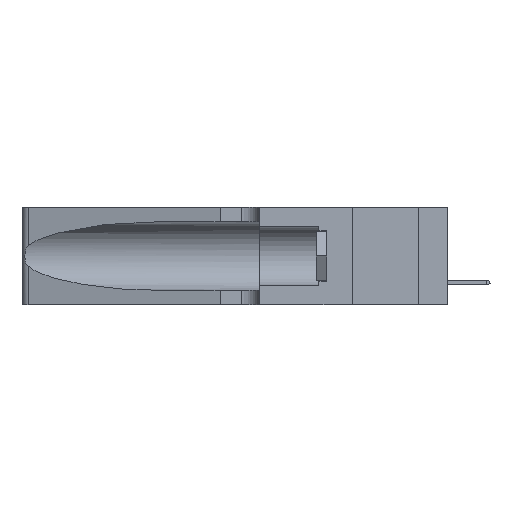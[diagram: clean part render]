
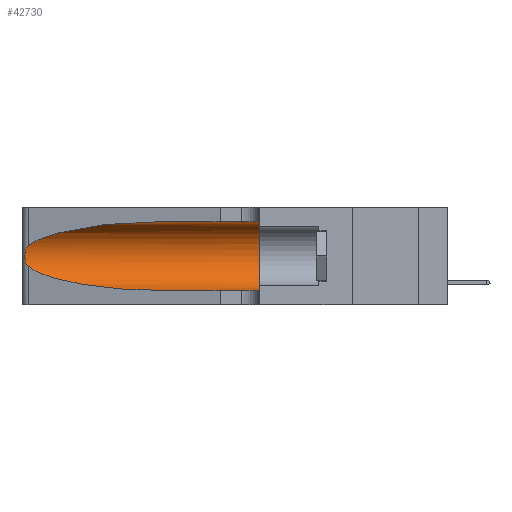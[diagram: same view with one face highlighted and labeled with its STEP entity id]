
A CAD part, left-side view. The second image highlights one B-rep face of the part: STEP entity #42730.
In plain terms, the highlighted cylindrical face has radius 3.308 mm (diameter 6.617 mm), a partial arc.
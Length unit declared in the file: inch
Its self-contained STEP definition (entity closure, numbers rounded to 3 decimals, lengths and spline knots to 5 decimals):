
#326 = CARTESIAN_POINT ( 'NONE',  ( 0.25487, 1.22718, 0.14631 ) ) ;
#565 = CARTESIAN_POINT ( 'NONE',  ( 0.25639, 1.23184, 0.21858 ) ) ;
#860 = CARTESIAN_POINT ( 'NONE',  ( 0.26018, 1.23835, 0.19895 ) ) ;
#1484 = CARTESIAN_POINT ( 'NONE',  ( 0.25856, 1.23593, 0.16098 ) ) ;
#1698 = VERTEX_POINT ( 'NONE', #43977 ) ;
#2780 = VECTOR ( 'NONE', #15063, 39.37008 ) ;
#3267 = DIRECTION ( 'NONE',  ( 0., 0., -1. ) ) ;
#3607 = CARTESIAN_POINT ( 'NONE',  ( 0.25854, 1.2359, 0.20912 ) ) ;
#3669 = CARTESIAN_POINT ( 'NONE',  ( 0.2373, 1.15595, 0.08982 ) ) ;
#5260 = VERTEX_POINT ( 'NONE', #24287 ) ;
#6270 = CARTESIAN_POINT ( 'NONE',  ( 0.1305, 0.35, 0.31525 ) ) ;
#6631 = DIRECTION ( 'NONE',  ( 0., -1., 0. ) ) ;
#9275 =( BOUNDED_CURVE ( )  B_SPLINE_CURVE ( 3, ( #41898, #42043, #35943, #18860 ),
 .UNSPECIFIED., .F., .T. ) 
 B_SPLINE_CURVE_WITH_KNOTS ( ( 4, 4 ),
 ( 1.5708, 2.84003 ),
 .UNSPECIFIED. ) 
 CURVE ( )  GEOMETRIC_REPRESENTATION_ITEM ( )  RATIONAL_B_SPLINE_CURVE ( ( 1., 0.87, 0.87, 1. ) ) 
 REPRESENTATION_ITEM ( '' )  );
#9965 = ORIENTED_EDGE ( 'NONE', *, *, #35935, .T. ) ;
#10835 = ORIENTED_EDGE ( 'NONE', *, *, #23960, .T. ) ;
#12020 = LINE ( 'NONE', #32056, #2780 ) ;
#13015 = CARTESIAN_POINT ( 'NONE',  ( 0.1305, 1.61858, 0.05475 ) ) ;
#14157 = DIRECTION ( 'NONE',  ( 0., -1., 0. ) ) ;
#14208 = CARTESIAN_POINT ( 'NONE',  ( 0.25555, 1.22994, 0.2215 ) ) ;
#14424 = EDGE_CURVE ( 'NONE', #5260, #27647, #23767, .T. ) ;
#15063 = DIRECTION ( 'NONE',  ( 0., -1., 0. ) ) ;
#15775 = CARTESIAN_POINT ( 'NONE',  ( 0.1305, 0.35, 0.185 ) ) ;
#17957 = CARTESIAN_POINT ( 'NONE',  ( 0.25487, 1.22718, 0.14631 ) ) ;
#18577 = LINE ( 'NONE', #13015, #24594 ) ;
#18860 = CARTESIAN_POINT ( 'NONE',  ( 0.25487, 1.22718, 0.22369 ) ) ;
#19672 = ORIENTED_EDGE ( 'NONE', *, *, #32819, .F. ) ;
#19913 = ORIENTED_EDGE ( 'NONE', *, *, #14424, .T. ) ;
#22207 = EDGE_LOOP ( 'NONE', ( #37779, #19913, #9965, #10835, #19672, #32305 ) ) ;
#23767 = B_SPLINE_CURVE_WITH_KNOTS ( 'NONE', 3,
 ( #24172, #14208, #565, #24318, #3607, #860, #42715, #32673, #28844, #1484, #37212, #31120, #34640, #17957 ),
 .UNSPECIFIED., .F., .F.,
 ( 4, 2, 2, 2, 2, 2, 4 ),
 ( 0., 0.00027, 0.00053, 0.00107, 0.0016, 0.00187, 0.00214 ),
 .UNSPECIFIED. ) ;
#23960 = EDGE_CURVE ( 'NONE', #1698, #38898, #18577, .T. ) ;
#24172 = CARTESIAN_POINT ( 'NONE',  ( 0.25487, 1.22718, 0.22369 ) ) ;
#24287 = CARTESIAN_POINT ( 'NONE',  ( 0.25487, 1.22718, 0.22369 ) ) ;
#24318 = CARTESIAN_POINT ( 'NONE',  ( 0.25787, 1.23484, 0.2124 ) ) ;
#24594 = VECTOR ( 'NONE', #14157, 39.37008 ) ;
#26476 = DIRECTION ( 'NONE',  ( 0., 0., 1. ) ) ;
#27031 = VERTEX_POINT ( 'NONE', #32023 ) ;
#27647 = VERTEX_POINT ( 'NONE', #28992 ) ;
#28844 = CARTESIAN_POINT ( 'NONE',  ( 0.26017, 1.23833, 0.17102 ) ) ;
#28992 = CARTESIAN_POINT ( 'NONE',  ( 0.25487, 1.22718, 0.14631 ) ) ;
#29382 =( BOUNDED_CURVE ( )  B_SPLINE_CURVE ( 3, ( #326, #3669, #41739, #34604 ),
 .UNSPECIFIED., .F., .T. ) 
 B_SPLINE_CURVE_WITH_KNOTS ( ( 4, 4 ),
 ( 3.44316, 4.71239 ),
 .UNSPECIFIED. ) 
 CURVE ( )  GEOMETRIC_REPRESENTATION_ITEM ( )  RATIONAL_B_SPLINE_CURVE ( ( 1., 0.87, 0.87, 1. ) ) 
 REPRESENTATION_ITEM ( '' )  );
#29554 = EDGE_CURVE ( 'NONE', #27031, #41893, #12020, .T. ) ;
#31120 = CARTESIAN_POINT ( 'NONE',  ( 0.25639, 1.23186, 0.15144 ) ) ;
#31493 = AXIS2_PLACEMENT_3D ( 'NONE', #15775, #36654, #26476 ) ;
#31824 = CYLINDRICAL_SURFACE ( 'NONE', #41714, 0.13025 ) ;
#32023 = CARTESIAN_POINT ( 'NONE',  ( 0.1305, 0.72297, 0.31525 ) ) ;
#32056 = CARTESIAN_POINT ( 'NONE',  ( 0.1305, 1.61858, 0.31525 ) ) ;
#32305 = ORIENTED_EDGE ( 'NONE', *, *, #29554, .F. ) ;
#32673 = CARTESIAN_POINT ( 'NONE',  ( 0.26075, 1.23896, 0.178 ) ) ;
#32819 = EDGE_CURVE ( 'NONE', #41893, #38898, #34592, .T. ) ;
#34592 = CIRCLE ( 'NONE', #31493, 0.13025 ) ;
#34604 = CARTESIAN_POINT ( 'NONE',  ( 0.1305, 0.72297, 0.05475 ) ) ;
#34640 = CARTESIAN_POINT ( 'NONE',  ( 0.25555, 1.22993, 0.14849 ) ) ;
#35319 = CARTESIAN_POINT ( 'NONE',  ( 0.1305, 0.35, 0.05475 ) ) ;
#35935 = EDGE_CURVE ( 'NONE', #27647, #1698, #29382, .T. ) ;
#35943 = CARTESIAN_POINT ( 'NONE',  ( 0.2373, 1.15595, 0.28018 ) ) ;
#36654 = DIRECTION ( 'NONE',  ( 0., 1., 0. ) ) ;
#37212 = CARTESIAN_POINT ( 'NONE',  ( 0.25789, 1.23486, 0.15765 ) ) ;
#37779 = ORIENTED_EDGE ( 'NONE', *, *, #42881, .T. ) ;
#38898 = VERTEX_POINT ( 'NONE', #35319 ) ;
#39510 = FACE_OUTER_BOUND ( 'NONE', #22207, .T. ) ;
#41714 = AXIS2_PLACEMENT_3D ( 'NONE', #44847, #6631, #3267 ) ;
#41739 = CARTESIAN_POINT ( 'NONE',  ( 0.18966, 0.96281, 0.05475 ) ) ;
#41893 = VERTEX_POINT ( 'NONE', #6270 ) ;
#41898 = CARTESIAN_POINT ( 'NONE',  ( 0.1305, 0.72297, 0.31525 ) ) ;
#42043 = CARTESIAN_POINT ( 'NONE',  ( 0.18966, 0.96281, 0.31525 ) ) ;
#42715 = CARTESIAN_POINT ( 'NONE',  ( 0.26075, 1.23896, 0.19203 ) ) ;
#42730 = ADVANCED_FACE ( 'NONE', ( #39510 ), #31824, .F. ) ;
#42881 = EDGE_CURVE ( 'NONE', #27031, #5260, #9275, .T. ) ;
#43977 = CARTESIAN_POINT ( 'NONE',  ( 0.1305, 0.72297, 0.05475 ) ) ;
#44847 = CARTESIAN_POINT ( 'NONE',  ( 0.1305, 1.61858, 0.185 ) ) ;
